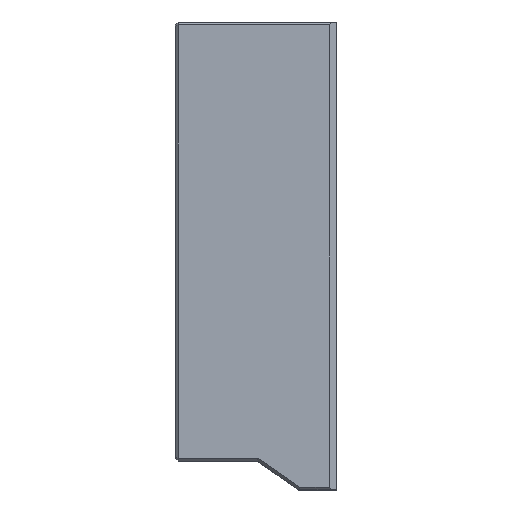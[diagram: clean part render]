
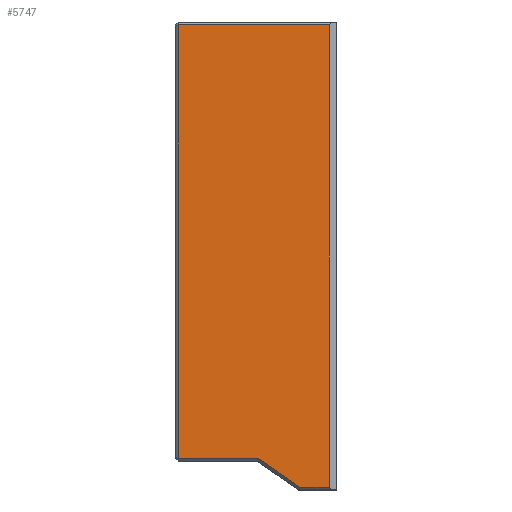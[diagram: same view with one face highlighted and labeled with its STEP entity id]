
A CAD part, left-side view. The second image highlights one B-rep face of the part: STEP entity #5747.
In plain terms, the highlighted planar face has unit normal (-1, 0, 0).
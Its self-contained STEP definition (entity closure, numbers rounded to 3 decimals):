
#333=PLANE('',#6294);
#609=FACE_OUTER_BOUND('',#951,.T.);
#951=EDGE_LOOP('',(#5021,#5022,#5023,#5024,#5025,#5026));
#1717=LINE('',#9941,#2281);
#1722=LINE('',#9950,#2286);
#1724=LINE('',#9954,#2288);
#1725=LINE('',#9957,#2289);
#1727=LINE('',#9961,#2291);
#1728=LINE('',#9962,#2292);
#2281=VECTOR('',#7731,10.);
#2286=VECTOR('',#7742,10.);
#2288=VECTOR('',#7746,10.);
#2289=VECTOR('',#7749,10.);
#2291=VECTOR('',#7753,10.);
#2292=VECTOR('',#7754,10.);
#2869=VERTEX_POINT('',#9938);
#2870=VERTEX_POINT('',#9940);
#2871=VERTEX_POINT('',#9948);
#2872=VERTEX_POINT('',#9952);
#2873=VERTEX_POINT('',#9956);
#2874=VERTEX_POINT('',#9960);
#3630=EDGE_CURVE('',#2869,#2870,#1717,.T.);
#3635=EDGE_CURVE('',#2871,#2869,#1722,.T.);
#3637=EDGE_CURVE('',#2872,#2871,#1724,.T.);
#3638=EDGE_CURVE('',#2870,#2873,#1725,.T.);
#3640=EDGE_CURVE('',#2874,#2872,#1727,.T.);
#3641=EDGE_CURVE('',#2874,#2873,#1728,.T.);
#5021=ORIENTED_EDGE('',*,*,#3630,.F.);
#5022=ORIENTED_EDGE('',*,*,#3635,.F.);
#5023=ORIENTED_EDGE('',*,*,#3637,.F.);
#5024=ORIENTED_EDGE('',*,*,#3640,.F.);
#5025=ORIENTED_EDGE('',*,*,#3641,.T.);
#5026=ORIENTED_EDGE('',*,*,#3638,.F.);
#5747=ADVANCED_FACE('',(#609),#333,.T.);
#6294=AXIS2_PLACEMENT_3D('',#9959,#7751,#7752);
#7731=DIRECTION('',(0.,0.,1.));
#7742=DIRECTION('',(0.,1.,0.));
#7746=DIRECTION('',(0.,0.819,0.574));
#7749=DIRECTION('',(0.,-1.,0.));
#7751=DIRECTION('center_axis',(-1.,0.,0.));
#7752=DIRECTION('ref_axis',(0.,-1.,0.));
#7753=DIRECTION('',(0.,1.,0.));
#7754=DIRECTION('',(0.,0.,1.));
#9938=CARTESIAN_POINT('',(-350.,12.,-581.6));
#9940=CARTESIAN_POINT('',(-350.,12.,-521.4));
#9941=CARTESIAN_POINT('',(-350.,12.,-569.25));
#9948=CARTESIAN_POINT('',(-350.,0.874,-581.6));
#9950=CARTESIAN_POINT('',(-350.,5.5,-581.6));
#9952=CARTESIAN_POINT('',(-350.,-4.839,-585.6));
#9954=CARTESIAN_POINT('',(-350.,-0.006,-582.216));
#9956=CARTESIAN_POINT('',(-350.,-9.,-521.4));
#9957=CARTESIAN_POINT('',(-350.,0.,-521.4));
#9959=CARTESIAN_POINT('Origin',(-350.,10.,-586.));
#9960=CARTESIAN_POINT('',(-350.,-9.,-585.6));
#9961=CARTESIAN_POINT('',(-350.,5.,-585.6));
#9962=CARTESIAN_POINT('',(-350.,-9.,-586.));
